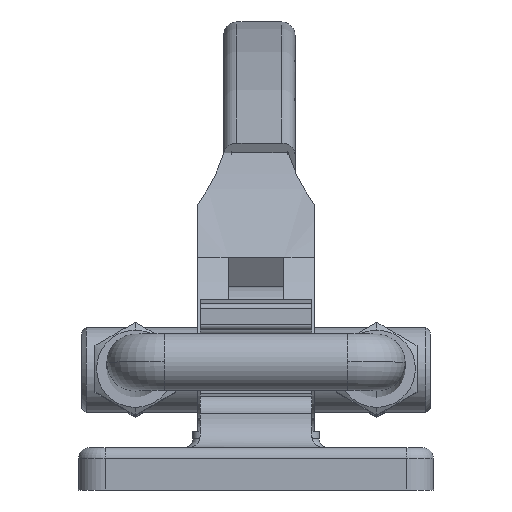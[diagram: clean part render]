
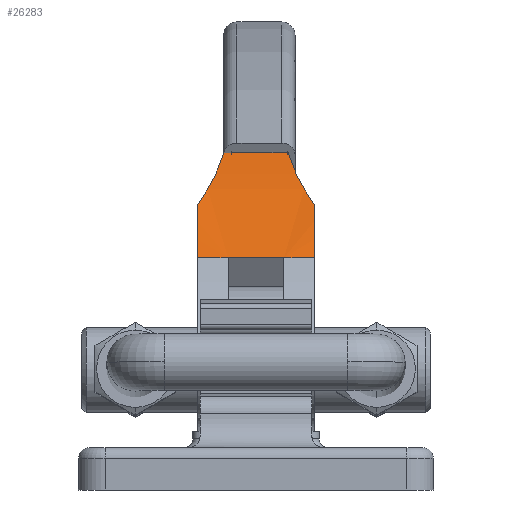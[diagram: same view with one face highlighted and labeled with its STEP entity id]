
A CAD part, left-side view. The second image highlights one B-rep face of the part: STEP entity #26283.
In plain terms, the highlighted cylindrical face has radius 230 mm (diameter 460 mm), a partial arc.
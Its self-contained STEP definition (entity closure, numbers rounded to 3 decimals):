
#197 = EDGE_CURVE ( 'NONE', #10140, #10171, #24800, .T. ) ;
#224 = EDGE_CURVE ( 'NONE', #10092, #10164, #4512, .T. ) ;
#230 = EDGE_CURVE ( 'NONE', #10221, #10076, #4515, .T. ) ;
#239 = EDGE_CURVE ( 'NONE', #10221, #10092, #24848, .T. ) ;
#240 = EDGE_CURVE ( 'NONE', #10164, #10171, #24849, .T. ) ;
#241 = EDGE_CURVE ( 'NONE', #10140, #10052, #24852, .T. ) ;
#242 = EDGE_CURVE ( 'NONE', #10175, #10052, #24853, .T. ) ;
#243 = EDGE_CURVE ( 'NONE', #10076, #10175, #24851, .T. ) ;
#1033 = ORIENTED_EDGE ( 'NONE', *, *, #230, .F. ) ;
#1034 = ORIENTED_EDGE ( 'NONE', *, *, #239, .T. ) ;
#1035 = ORIENTED_EDGE ( 'NONE', *, *, #224, .T. ) ;
#1036 = ORIENTED_EDGE ( 'NONE', *, *, #240, .T. ) ;
#1037 = ORIENTED_EDGE ( 'NONE', *, *, #197, .F. ) ;
#1038 = ORIENTED_EDGE ( 'NONE', *, *, #241, .T. ) ;
#1039 = ORIENTED_EDGE ( 'NONE', *, *, #242, .F. ) ;
#1040 = ORIENTED_EDGE ( 'NONE', *, *, #243, .F. ) ;
#2783 = EDGE_LOOP ( 'NONE', ( #1033, #1034, #1035, #1036, #1037, #1038, #1039, #1040 ) ) ;
#4512 = B_SPLINE_CURVE_WITH_KNOTS ( 'NONE', 3,
 ( #18348, #18346, #18324, #18350, #18351, #18352 ),
 .UNSPECIFIED., .F., .F.,
 ( 4, 2, 4 ),
 ( 0., 0.011, 0.022 ),
 .UNSPECIFIED. ) ;
#4515 = B_SPLINE_CURVE_WITH_KNOTS ( 'NONE', 3,
 ( #18378, #18372, #18371, #18379, #18380, #18381 ),
 .UNSPECIFIED., .F., .F.,
 ( 4, 2, 4 ),
 ( 0., 0.011, 0.022 ),
 .UNSPECIFIED. ) ;
#5097 = FACE_OUTER_BOUND ( 'NONE', #2783, .T. ) ;
#5106 = CYLINDRICAL_SURFACE ( 'NONE', #8236, 230. ) ;
#8046 = DIRECTION ( 'NONE',  ( -1., 0., 0. ) ) ;
#8050 = DIRECTION ( 'NONE',  ( 0., 0., -1. ) ) ;
#8051 = CARTESIAN_POINT ( 'NONE',  ( 103.938, -148.693, 13. ) ) ;
#8236 = AXIS2_PLACEMENT_3D ( 'NONE', #8051, #8050, #8046 ) ;
#10052 = VERTEX_POINT ( 'NONE', #14633 ) ;
#10076 = VERTEX_POINT ( 'NONE', #14655 ) ;
#10092 = VERTEX_POINT ( 'NONE', #14671 ) ;
#10140 = VERTEX_POINT ( 'NONE', #14718 ) ;
#10164 = VERTEX_POINT ( 'NONE', #14740 ) ;
#10171 = VERTEX_POINT ( 'NONE', #14746 ) ;
#10175 = VERTEX_POINT ( 'NONE', #14750 ) ;
#10221 = VERTEX_POINT ( 'NONE', #14794 ) ;
#14633 = CARTESIAN_POINT ( 'NONE',  ( -22.496, 43.438, 6.25 ) ) ;
#14655 = CARTESIAN_POINT ( 'NONE',  ( -6.069, 53.294, 13. ) ) ;
#14671 = CARTESIAN_POINT ( 'NONE',  ( 13.312, 62.7, -6.986 ) ) ;
#14718 = CARTESIAN_POINT ( 'NONE',  ( -22.496, 43.438, -6.25 ) ) ;
#14740 = CARTESIAN_POINT ( 'NONE',  ( -6.069, 53.294, -13. ) ) ;
#14746 = CARTESIAN_POINT ( 'NONE',  ( -22.496, 43.438, -13. ) ) ;
#14750 = CARTESIAN_POINT ( 'NONE',  ( -22.496, 43.438, 13. ) ) ;
#14794 = CARTESIAN_POINT ( 'NONE',  ( 13.312, 62.7, 6.986 ) ) ;
#18260 = DIRECTION ( 'NONE',  ( 0., 0., -1. ) ) ;
#18264 = CARTESIAN_POINT ( 'NONE',  ( -22.496, 43.438, 13. ) ) ;
#18324 = CARTESIAN_POINT ( 'NONE',  ( 6.571, 59.712, -8.315 ) ) ;
#18346 = CARTESIAN_POINT ( 'NONE',  ( 9.891, 61.234, -7.534 ) ) ;
#18348 = CARTESIAN_POINT ( 'NONE',  ( 13.312, 62.7, -6.986 ) ) ;
#18350 = CARTESIAN_POINT ( 'NONE',  ( 0.114, 56.571, -10.323 ) ) ;
#18351 = CARTESIAN_POINT ( 'NONE',  ( -3.022, 54.953, -11.55 ) ) ;
#18352 = CARTESIAN_POINT ( 'NONE',  ( -6.069, 53.294, -13. ) ) ;
#18371 = CARTESIAN_POINT ( 'NONE',  ( 6.571, 59.712, 8.315 ) ) ;
#18372 = CARTESIAN_POINT ( 'NONE',  ( 9.891, 61.234, 7.534 ) ) ;
#18378 = CARTESIAN_POINT ( 'NONE',  ( 13.312, 62.7, 6.986 ) ) ;
#18379 = CARTESIAN_POINT ( 'NONE',  ( 0.114, 56.571, 10.323 ) ) ;
#18380 = CARTESIAN_POINT ( 'NONE',  ( -3.022, 54.953, 11.55 ) ) ;
#18381 = CARTESIAN_POINT ( 'NONE',  ( -6.069, 53.294, 13. ) ) ;
#18403 = CARTESIAN_POINT ( 'NONE',  ( -22.496, 43.438, -6.25 ) ) ;
#18404 = DIRECTION ( 'NONE',  ( 0., 0., 1. ) ) ;
#18413 = CARTESIAN_POINT ( 'NONE',  ( 13.312, 62.7, 13. ) ) ;
#18424 = DIRECTION ( 'NONE',  ( 0., 0., -1. ) ) ;
#18425 = CARTESIAN_POINT ( 'NONE',  ( 103.938, -148.693, -13. ) ) ;
#18426 = DIRECTION ( 'NONE',  ( 0., 0., 1. ) ) ;
#18427 = DIRECTION ( 'NONE',  ( -1., 0., 0. ) ) ;
#18428 = CARTESIAN_POINT ( 'NONE',  ( -22.496, 43.438, 13. ) ) ;
#18429 = DIRECTION ( 'NONE',  ( 0., 0., -1. ) ) ;
#18430 = CARTESIAN_POINT ( 'NONE',  ( 103.938, -148.693, 13. ) ) ;
#18431 = DIRECTION ( 'NONE',  ( 0., 0., 1. ) ) ;
#18432 = DIRECTION ( 'NONE',  ( -1., 0., 0. ) ) ;
#24203 = AXIS2_PLACEMENT_3D ( 'NONE', #18425, #18426, #18427 ) ;
#24204 = AXIS2_PLACEMENT_3D ( 'NONE', #18430, #18431, #18432 ) ;
#24800 = LINE ( 'NONE', #18264, #24802 ) ;
#24802 = VECTOR ( 'NONE', #18260, 1000. ) ;
#24848 = LINE ( 'NONE', #18413, #24850 ) ;
#24849 = CIRCLE ( 'NONE', #24203, 230. ) ;
#24850 = VECTOR ( 'NONE', #18424, 1000. ) ;
#24851 = CIRCLE ( 'NONE', #24204, 230. ) ;
#24852 = LINE ( 'NONE', #18403, #24854 ) ;
#24853 = LINE ( 'NONE', #18428, #24856 ) ;
#24854 = VECTOR ( 'NONE', #18404, 1000. ) ;
#24856 = VECTOR ( 'NONE', #18429, 1000. ) ;
#26283 = ADVANCED_FACE ( 'NONE', ( #5097 ), #5106, .T. ) ;
